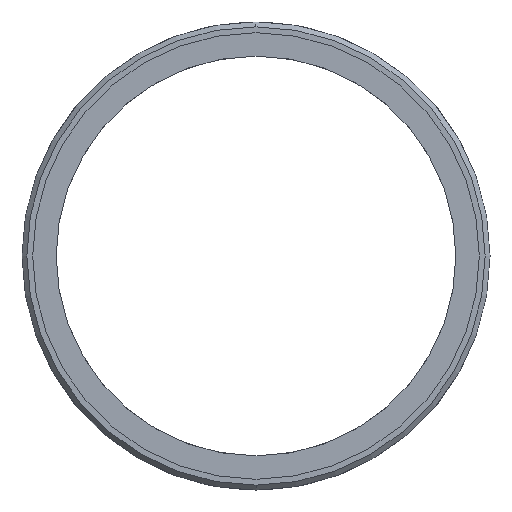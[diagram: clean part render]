
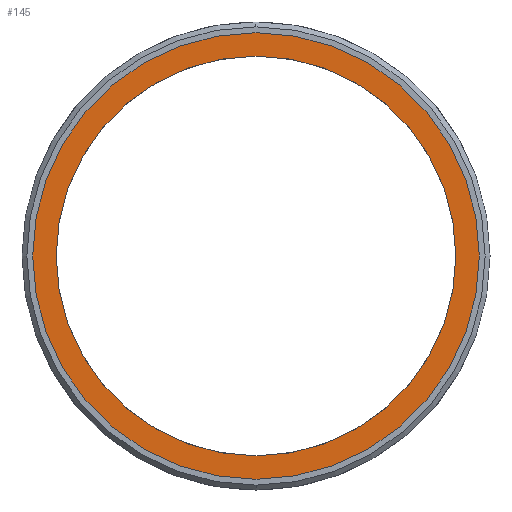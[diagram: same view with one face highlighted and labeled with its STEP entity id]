
A CAD part, left-side view. The second image highlights one B-rep face of the part: STEP entity #145.
In plain terms, the highlighted planar face has unit normal (-1, 0, 0).
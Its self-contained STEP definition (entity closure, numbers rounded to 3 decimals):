
#56 = ORIENTED_EDGE ( 'NONE', *, *, #301, .T. ) ;
#85 = CARTESIAN_POINT ( 'NONE',  ( -5., 20.5, 0. ) ) ;
#103 = DIRECTION ( 'NONE',  ( 0., 0., 1. ) ) ;
#107 = DIRECTION ( 'NONE',  ( -1., 0., 0. ) ) ;
#145 = ADVANCED_FACE ( 'NONE', ( #308, #452 ), #670, .F. ) ;
#161 = CARTESIAN_POINT ( 'NONE',  ( -5., 0., 22.9 ) ) ;
#176 = CARTESIAN_POINT ( 'NONE',  ( -5., 0., 0. ) ) ;
#184 = EDGE_LOOP ( 'NONE', ( #210, #241 ) ) ;
#190 = DIRECTION ( 'NONE',  ( 0., 0., -1. ) ) ;
#208 = AXIS2_PLACEMENT_3D ( 'NONE', #85, #462, #190 ) ;
#210 = ORIENTED_EDGE ( 'NONE', *, *, #500, .F. ) ;
#212 = DIRECTION ( 'NONE',  ( -1., 0., 0. ) ) ;
#219 = VERTEX_POINT ( 'NONE', #407 ) ;
#241 = ORIENTED_EDGE ( 'NONE', *, *, #406, .F. ) ;
#266 = EDGE_LOOP ( 'NONE', ( #358, #56 ) ) ;
#282 = DIRECTION ( 'NONE',  ( 0., 0., 1. ) ) ;
#286 = VERTEX_POINT ( 'NONE', #384 ) ;
#291 = CARTESIAN_POINT ( 'NONE',  ( -5., 0., 0. ) ) ;
#301 = EDGE_CURVE ( 'NONE', #219, #538, #359, .T. ) ;
#308 = FACE_BOUND ( 'NONE', #184, .T. ) ;
#346 = CIRCLE ( 'NONE', #674, 22.9 ) ;
#358 = ORIENTED_EDGE ( 'NONE', *, *, #534, .T. ) ;
#359 = CIRCLE ( 'NONE', #619, 22.9 ) ;
#360 = DIRECTION ( 'NONE',  ( -1., 0., 0. ) ) ;
#384 = CARTESIAN_POINT ( 'NONE',  ( -5., 0., 20.5 ) ) ;
#406 = EDGE_CURVE ( 'NONE', #478, #286, #607, .T. ) ;
#407 = CARTESIAN_POINT ( 'NONE',  ( -5., 0., -22.9 ) ) ;
#419 = AXIS2_PLACEMENT_3D ( 'NONE', #625, #360, #423 ) ;
#423 = DIRECTION ( 'NONE',  ( 0., 0., 1. ) ) ;
#446 = AXIS2_PLACEMENT_3D ( 'NONE', #291, #506, #282 ) ;
#451 = CARTESIAN_POINT ( 'NONE',  ( -5., 0., -20.5 ) ) ;
#452 = FACE_OUTER_BOUND ( 'NONE', #266, .T. ) ;
#462 = DIRECTION ( 'NONE',  ( 1., 0., 0. ) ) ;
#478 = VERTEX_POINT ( 'NONE', #451 ) ;
#500 = EDGE_CURVE ( 'NONE', #286, #478, #531, .T. ) ;
#506 = DIRECTION ( 'NONE',  ( -1., 0., 0. ) ) ;
#531 = CIRCLE ( 'NONE', #419, 20.5 ) ;
#534 = EDGE_CURVE ( 'NONE', #538, #219, #346, .T. ) ;
#538 = VERTEX_POINT ( 'NONE', #161 ) ;
#587 = CARTESIAN_POINT ( 'NONE',  ( -5., 0., 0. ) ) ;
#607 = CIRCLE ( 'NONE', #446, 20.5 ) ;
#619 = AXIS2_PLACEMENT_3D ( 'NONE', #176, #212, #652 ) ;
#625 = CARTESIAN_POINT ( 'NONE',  ( -5., 0., 0. ) ) ;
#652 = DIRECTION ( 'NONE',  ( 0., 0., 1. ) ) ;
#670 = PLANE ( 'NONE',  #208 ) ;
#674 = AXIS2_PLACEMENT_3D ( 'NONE', #587, #107, #103 ) ;
